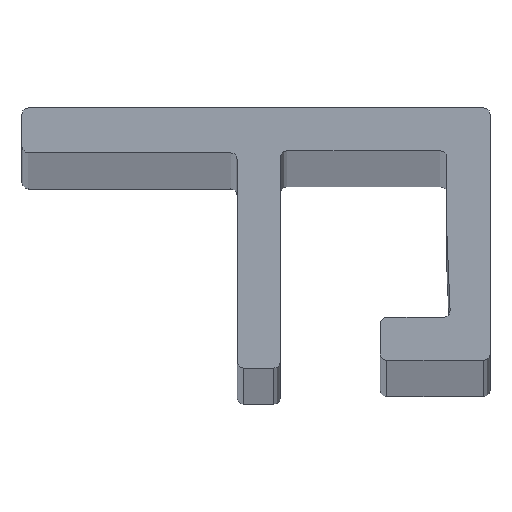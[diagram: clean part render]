
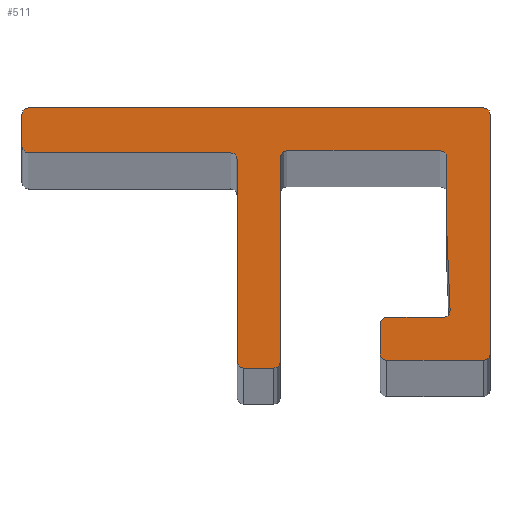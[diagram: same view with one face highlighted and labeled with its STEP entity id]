
A CAD part, top view. The second image highlights one B-rep face of the part: STEP entity #511.
In plain terms, the highlighted planar face has unit normal (0, 0, 1).
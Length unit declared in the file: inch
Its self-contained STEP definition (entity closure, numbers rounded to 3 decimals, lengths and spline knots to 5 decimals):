
#28=PLANE('',#560);
#44=FACE_OUTER_BOUND('',#71,.T.);
#71=EDGE_LOOP('',(#391,#392,#393,#394,#395,#396,#397,#398,#399,#400,#401,
#402,#403,#404,#405,#406,#407,#408,#409,#410,#411,#412,#413,#414,#415));
#88=LINE('',#767,#139);
#90=LINE('',#772,#141);
#96=LINE('',#785,#147);
#98=LINE('',#790,#149);
#103=LINE('',#798,#154);
#106=LINE('',#804,#157);
#107=LINE('',#808,#158);
#111=LINE('',#817,#162);
#115=LINE('',#826,#166);
#119=LINE('',#835,#170);
#123=LINE('',#844,#174);
#129=LINE('',#857,#180);
#133=LINE('',#866,#184);
#139=VECTOR('',#609,39.37008);
#141=VECTOR('',#613,39.37008);
#147=VECTOR('',#621,39.37008);
#149=VECTOR('',#625,39.37008);
#154=VECTOR('',#632,39.37008);
#157=VECTOR('',#637,39.37008);
#158=VECTOR('',#640,39.37008);
#162=VECTOR('',#646,39.37008);
#166=VECTOR('',#652,39.37008);
#170=VECTOR('',#658,39.37008);
#174=VECTOR('',#664,39.37008);
#180=VECTOR('',#672,39.37008);
#184=VECTOR('',#678,39.37008);
#187=CIRCLE('',#546,0.015);
#188=CIRCLE('',#561,0.015);
#189=CIRCLE('',#562,0.015);
#190=CIRCLE('',#563,0.015);
#191=CIRCLE('',#564,0.015);
#192=CIRCLE('',#565,0.015);
#193=CIRCLE('',#566,0.015);
#194=CIRCLE('',#567,0.015);
#195=CIRCLE('',#568,0.015);
#196=CIRCLE('',#569,0.015);
#197=CIRCLE('',#570,0.015);
#198=CIRCLE('',#571,0.015);
#212=VERTEX_POINT('',#755);
#213=VERTEX_POINT('',#757);
#216=VERTEX_POINT('',#764);
#217=VERTEX_POINT('',#766);
#218=VERTEX_POINT('',#770);
#219=VERTEX_POINT('',#771);
#224=VERTEX_POINT('',#782);
#225=VERTEX_POINT('',#784);
#226=VERTEX_POINT('',#788);
#227=VERTEX_POINT('',#789);
#231=VERTEX_POINT('',#802);
#232=VERTEX_POINT('',#806);
#233=VERTEX_POINT('',#807);
#236=VERTEX_POINT('',#815);
#237=VERTEX_POINT('',#816);
#240=VERTEX_POINT('',#824);
#241=VERTEX_POINT('',#825);
#244=VERTEX_POINT('',#833);
#245=VERTEX_POINT('',#834);
#248=VERTEX_POINT('',#842);
#249=VERTEX_POINT('',#843);
#254=VERTEX_POINT('',#854);
#255=VERTEX_POINT('',#856);
#258=VERTEX_POINT('',#863);
#259=VERTEX_POINT('',#865);
#262=EDGE_CURVE('',#213,#212,#187,.T.);
#266=EDGE_CURVE('',#217,#216,#88,.T.);
#268=EDGE_CURVE('',#218,#219,#90,.T.);
#274=EDGE_CURVE('',#225,#224,#96,.T.);
#276=EDGE_CURVE('',#226,#227,#98,.T.);
#281=EDGE_CURVE('',#227,#213,#103,.T.);
#284=EDGE_CURVE('',#212,#231,#106,.T.);
#285=EDGE_CURVE('',#232,#233,#107,.T.);
#289=EDGE_CURVE('',#236,#237,#111,.T.);
#293=EDGE_CURVE('',#240,#241,#115,.T.);
#297=EDGE_CURVE('',#244,#245,#119,.T.);
#301=EDGE_CURVE('',#248,#249,#123,.T.);
#307=EDGE_CURVE('',#255,#254,#129,.T.);
#311=EDGE_CURVE('',#259,#258,#133,.T.);
#313=EDGE_CURVE('',#216,#218,#188,.T.);
#314=EDGE_CURVE('',#219,#225,#189,.T.);
#315=EDGE_CURVE('',#224,#226,#190,.T.);
#316=EDGE_CURVE('',#231,#232,#191,.T.);
#317=EDGE_CURVE('',#233,#236,#192,.T.);
#318=EDGE_CURVE('',#237,#240,#193,.T.);
#319=EDGE_CURVE('',#241,#244,#194,.T.);
#320=EDGE_CURVE('',#245,#248,#195,.T.);
#321=EDGE_CURVE('',#249,#255,#196,.T.);
#322=EDGE_CURVE('',#254,#259,#197,.T.);
#323=EDGE_CURVE('',#258,#217,#198,.T.);
#391=ORIENTED_EDGE('',*,*,#266,.T.);
#392=ORIENTED_EDGE('',*,*,#313,.T.);
#393=ORIENTED_EDGE('',*,*,#268,.T.);
#394=ORIENTED_EDGE('',*,*,#314,.T.);
#395=ORIENTED_EDGE('',*,*,#274,.T.);
#396=ORIENTED_EDGE('',*,*,#315,.T.);
#397=ORIENTED_EDGE('',*,*,#276,.T.);
#398=ORIENTED_EDGE('',*,*,#281,.T.);
#399=ORIENTED_EDGE('',*,*,#262,.T.);
#400=ORIENTED_EDGE('',*,*,#284,.T.);
#401=ORIENTED_EDGE('',*,*,#316,.T.);
#402=ORIENTED_EDGE('',*,*,#285,.T.);
#403=ORIENTED_EDGE('',*,*,#317,.T.);
#404=ORIENTED_EDGE('',*,*,#289,.T.);
#405=ORIENTED_EDGE('',*,*,#318,.T.);
#406=ORIENTED_EDGE('',*,*,#293,.T.);
#407=ORIENTED_EDGE('',*,*,#319,.T.);
#408=ORIENTED_EDGE('',*,*,#297,.T.);
#409=ORIENTED_EDGE('',*,*,#320,.T.);
#410=ORIENTED_EDGE('',*,*,#301,.T.);
#411=ORIENTED_EDGE('',*,*,#321,.T.);
#412=ORIENTED_EDGE('',*,*,#307,.T.);
#413=ORIENTED_EDGE('',*,*,#322,.T.);
#414=ORIENTED_EDGE('',*,*,#311,.T.);
#415=ORIENTED_EDGE('',*,*,#323,.T.);
#511=ADVANCED_FACE('',(#44),#28,.T.);
#546=AXIS2_PLACEMENT_3D('',#758,#602,#603);
#560=AXIS2_PLACEMENT_3D('',#868,#680,#681);
#561=AXIS2_PLACEMENT_3D('',#869,#682,#683);
#562=AXIS2_PLACEMENT_3D('',#870,#684,#685);
#563=AXIS2_PLACEMENT_3D('',#871,#686,#687);
#564=AXIS2_PLACEMENT_3D('',#872,#688,#689);
#565=AXIS2_PLACEMENT_3D('',#873,#690,#691);
#566=AXIS2_PLACEMENT_3D('',#874,#692,#693);
#567=AXIS2_PLACEMENT_3D('',#875,#694,#695);
#568=AXIS2_PLACEMENT_3D('',#876,#696,#697);
#569=AXIS2_PLACEMENT_3D('',#877,#698,#699);
#570=AXIS2_PLACEMENT_3D('',#878,#700,#701);
#571=AXIS2_PLACEMENT_3D('',#879,#702,#703);
#602=DIRECTION('center_axis',(0.,0.,-1.));
#603=DIRECTION('ref_axis',(1.,0.,0.));
#609=DIRECTION('',(1.,0.,0.));
#613=DIRECTION('',(0.,1.,0.));
#621=DIRECTION('',(1.,0.,0.));
#625=DIRECTION('',(0.,-1.,0.));
#632=DIRECTION('',(0.041,-0.999,0.));
#637=DIRECTION('',(-1.,0.,0.));
#640=DIRECTION('',(0.,-1.,0.));
#646=DIRECTION('',(1.,0.,0.));
#652=DIRECTION('',(0.,1.,0.));
#658=DIRECTION('',(-1.,0.,0.));
#664=DIRECTION('',(0.,-1.,0.));
#672=DIRECTION('',(1.,0.,0.));
#678=DIRECTION('',(0.,-1.,0.));
#680=DIRECTION('center_axis',(0.,0.,1.));
#681=DIRECTION('ref_axis',(1.,0.,0.));
#682=DIRECTION('center_axis',(0.,0.,1.));
#683=DIRECTION('ref_axis',(1.,0.,0.));
#684=DIRECTION('center_axis',(0.,0.,-1.));
#685=DIRECTION('ref_axis',(1.,0.,0.));
#686=DIRECTION('center_axis',(0.,0.,-1.));
#687=DIRECTION('ref_axis',(1.,0.,0.));
#688=DIRECTION('center_axis',(0.,0.,1.));
#689=DIRECTION('ref_axis',(1.,0.,0.));
#690=DIRECTION('center_axis',(0.,0.,1.));
#691=DIRECTION('ref_axis',(1.,0.,0.));
#692=DIRECTION('center_axis',(0.,0.,1.));
#693=DIRECTION('ref_axis',(1.,0.,0.));
#694=DIRECTION('center_axis',(0.,0.,1.));
#695=DIRECTION('ref_axis',(1.,0.,0.));
#696=DIRECTION('center_axis',(0.,0.,1.));
#697=DIRECTION('ref_axis',(1.,0.,0.));
#698=DIRECTION('center_axis',(0.,0.,1.));
#699=DIRECTION('ref_axis',(1.,0.,0.));
#700=DIRECTION('center_axis',(0.,0.,-1.));
#701=DIRECTION('ref_axis',(1.,0.,0.));
#702=DIRECTION('center_axis',(0.,0.,1.));
#703=DIRECTION('ref_axis',(1.,0.,0.));
#755=CARTESIAN_POINT('',(0.3793,0.118,48.));
#757=CARTESIAN_POINT('',(0.39429,0.13361,48.));
#758=CARTESIAN_POINT('Origin',(0.3793,0.133,48.));
#764=CARTESIAN_POINT('',(-0.015,0.,48.));
#766=CARTESIAN_POINT('',(-0.085,0.,48.));
#767=CARTESIAN_POINT('',(-0.1,0.,48.));
#770=CARTESIAN_POINT('',(0.,0.015,48.));
#771=CARTESIAN_POINT('',(0.,0.49,48.));
#772=CARTESIAN_POINT('',(0.,0.,48.));
#782=CARTESIAN_POINT('',(0.372,0.505,48.));
#784=CARTESIAN_POINT('',(0.015,0.505,48.));
#785=CARTESIAN_POINT('',(0.,0.505,48.));
#788=CARTESIAN_POINT('',(0.387,0.49,48.));
#789=CARTESIAN_POINT('',(0.387,0.3115,48.));
#790=CARTESIAN_POINT('',(0.387,0.505,48.));
#798=CARTESIAN_POINT('',(0.387,0.3115,48.));
#802=CARTESIAN_POINT('',(0.247,0.118,48.));
#804=CARTESIAN_POINT('',(0.39493,0.118,48.));
#806=CARTESIAN_POINT('',(0.232,0.103,48.));
#807=CARTESIAN_POINT('',(0.232,0.033,48.));
#808=CARTESIAN_POINT('',(0.232,0.118,48.));
#815=CARTESIAN_POINT('',(0.247,0.018,48.));
#816=CARTESIAN_POINT('',(0.472,0.018,48.));
#817=CARTESIAN_POINT('',(0.232,0.018,48.));
#824=CARTESIAN_POINT('',(0.487,0.033,48.));
#825=CARTESIAN_POINT('',(0.487,0.59,48.));
#826=CARTESIAN_POINT('',(0.487,0.018,48.));
#833=CARTESIAN_POINT('',(0.472,0.605,48.));
#834=CARTESIAN_POINT('',(-0.585,0.605,48.));
#835=CARTESIAN_POINT('',(0.487,0.605,48.));
#842=CARTESIAN_POINT('',(-0.6,0.59,48.));
#843=CARTESIAN_POINT('',(-0.6,0.515,48.));
#844=CARTESIAN_POINT('',(-0.6,0.605,48.));
#854=CARTESIAN_POINT('',(-0.115,0.5,48.));
#856=CARTESIAN_POINT('',(-0.585,0.5,48.));
#857=CARTESIAN_POINT('',(-0.6,0.5,48.));
#863=CARTESIAN_POINT('',(-0.1,0.015,48.));
#865=CARTESIAN_POINT('',(-0.1,0.485,48.));
#866=CARTESIAN_POINT('',(-0.1,0.5,48.));
#868=CARTESIAN_POINT('Origin',(0.,0.,48.));
#869=CARTESIAN_POINT('Origin',(-0.015,0.015,48.));
#870=CARTESIAN_POINT('Origin',(0.015,0.49,48.));
#871=CARTESIAN_POINT('Origin',(0.372,0.49,48.));
#872=CARTESIAN_POINT('Origin',(0.247,0.103,48.));
#873=CARTESIAN_POINT('Origin',(0.247,0.033,48.));
#874=CARTESIAN_POINT('Origin',(0.472,0.033,48.));
#875=CARTESIAN_POINT('Origin',(0.472,0.59,48.));
#876=CARTESIAN_POINT('Origin',(-0.585,0.59,48.));
#877=CARTESIAN_POINT('Origin',(-0.585,0.515,48.));
#878=CARTESIAN_POINT('Origin',(-0.115,0.485,48.));
#879=CARTESIAN_POINT('Origin',(-0.085,0.015,48.));
